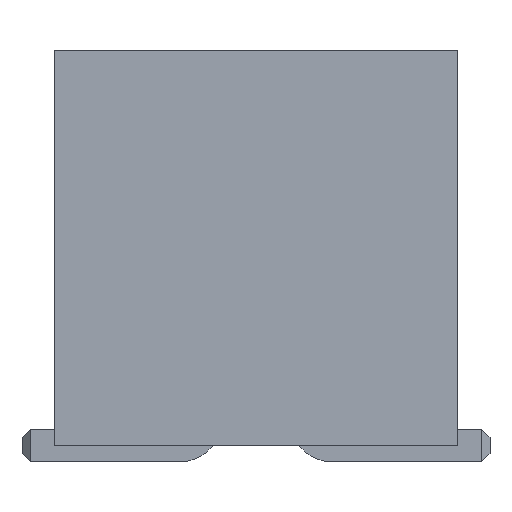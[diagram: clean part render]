
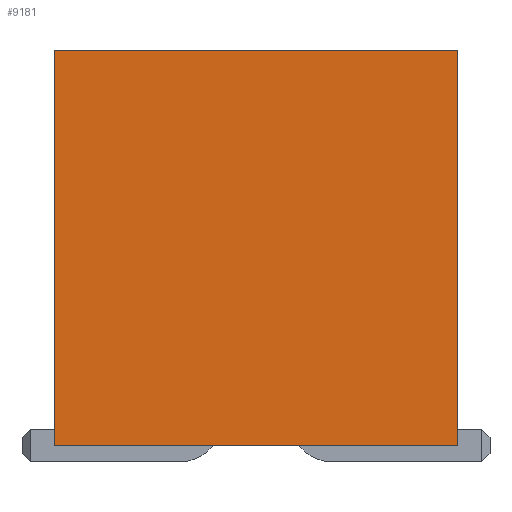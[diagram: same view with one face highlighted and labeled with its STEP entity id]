
A CAD part, front view. The second image highlights one B-rep face of the part: STEP entity #9181.
In plain terms, the highlighted planar face has unit normal (0, -1, 0).
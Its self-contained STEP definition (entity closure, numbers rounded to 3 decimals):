
#819=FACE_OUTER_BOUND('',#1378,.T.);
#1378=EDGE_LOOP('',(#8104,#8105,#8106,#8107));
#2481=LINE('',#14906,#3608);
#2502=LINE('',#14949,#3629);
#2503=LINE('',#14950,#3630);
#2504=LINE('',#14951,#3631);
#3608=VECTOR('',#12346,10.);
#3629=VECTOR('',#12385,10.);
#3630=VECTOR('',#12386,10.);
#3631=VECTOR('',#12387,10.);
#4370=VERTEX_POINT('',#14903);
#4371=VERTEX_POINT('',#14905);
#4383=VERTEX_POINT('',#14947);
#4384=VERTEX_POINT('',#14948);
#5605=EDGE_CURVE('',#4370,#4371,#2481,.T.);
#5626=EDGE_CURVE('',#4383,#4384,#2502,.T.);
#5627=EDGE_CURVE('',#4384,#4371,#2503,.T.);
#5628=EDGE_CURVE('',#4383,#4370,#2504,.T.);
#8104=ORIENTED_EDGE('',*,*,#5626,.T.);
#8105=ORIENTED_EDGE('',*,*,#5627,.T.);
#8106=ORIENTED_EDGE('',*,*,#5605,.F.);
#8107=ORIENTED_EDGE('',*,*,#5628,.F.);
#8622=PLANE('',#9905);
#9181=ADVANCED_FACE('',(#819),#8622,.T.);
#9905=AXIS2_PLACEMENT_3D('',#14946,#12383,#12384);
#12346=DIRECTION('',(1.,0.,0.));
#12383=DIRECTION('center_axis',(0.,-1.,0.));
#12384=DIRECTION('ref_axis',(1.,0.,0.));
#12385=DIRECTION('',(1.,0.,0.));
#12386=DIRECTION('',(0.,0.,1.));
#12387=DIRECTION('',(0.,0.,1.));
#14903=CARTESIAN_POINT('',(-2.5,-12.625,4.9));
#14905=CARTESIAN_POINT('',(2.5,-12.625,4.9));
#14906=CARTESIAN_POINT('',(-2.5,-12.625,4.9));
#14946=CARTESIAN_POINT('Origin',(-2.5,-12.625,0.));
#14947=CARTESIAN_POINT('',(-2.5,-12.625,0.));
#14948=CARTESIAN_POINT('',(2.5,-12.625,0.));
#14949=CARTESIAN_POINT('',(-2.5,-12.625,0.));
#14950=CARTESIAN_POINT('',(2.5,-12.625,0.));
#14951=CARTESIAN_POINT('',(-2.5,-12.625,0.));
